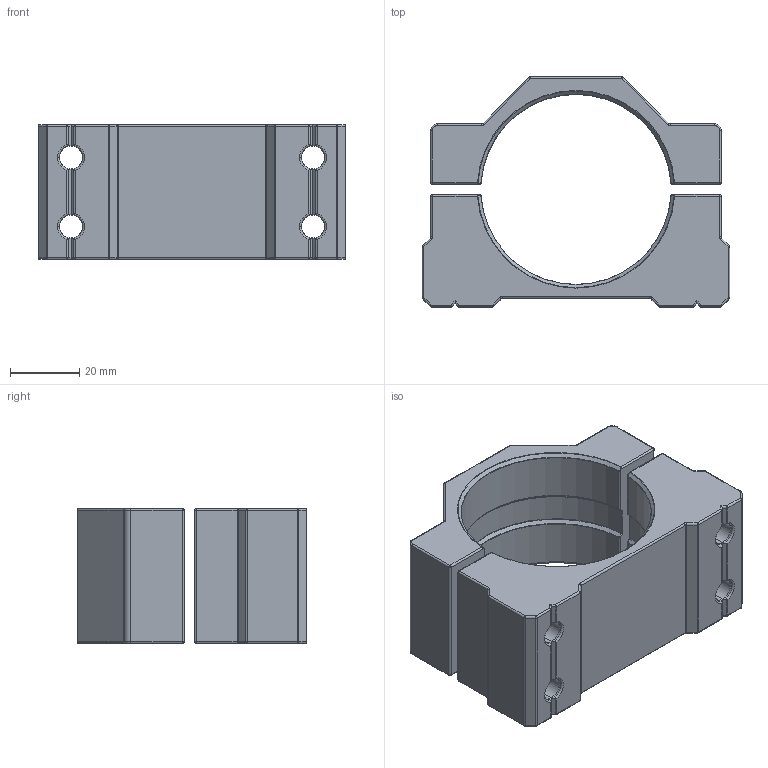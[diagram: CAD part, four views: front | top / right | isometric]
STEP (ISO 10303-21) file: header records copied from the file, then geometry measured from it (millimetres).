
FILE_DESCRIPTION (( 'STEP AP214' ), '1' );
FILE_NAME ('Spindle Bracket.STEP', '2018-05-06T14:25:33', ( '' ), ( '' ), 'SwSTEP 2.0', 'SolidWorks 2017', '' );
FILE_SCHEMA (( 'AUTOMOTIVE_DESIGN' ));
Length unit declared in the file: millimetre
Products named in the file (1): Spindle Bracket
Bounding box: 89 x 66.5 x 39 mm (x, y, z)
Volume: 89142.1 mm3; surface area: 28157.8 mm2
Topology: 2 solids, 2 shells, 346 faces, 802 edges, 428 vertices
Faces by surface type: cylinder 136, torus 60, bspline 48, plane 42, sphere 36, cone 24
Entity records: 10597 total; most frequent: CARTESIAN_POINT 3157, DIRECTION 1600, ORIENTED_EDGE 1548, EDGE_CURVE 774, AXIS2_PLACEMENT_3D 675, VERTEX_POINT 428, CIRCLE 376, EDGE_LOOP 358
